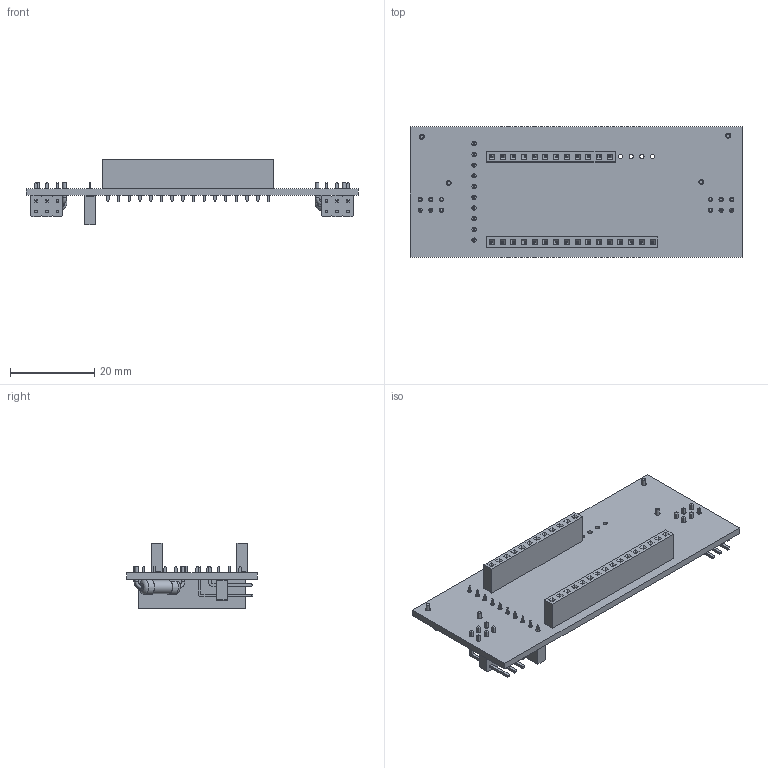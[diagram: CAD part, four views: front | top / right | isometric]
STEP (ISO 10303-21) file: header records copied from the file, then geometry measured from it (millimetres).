
FILE_DESCRIPTION(('FreeCAD Model'),'2;1');
FILE_NAME('Open CASCADE Shape Model','2023-03-10T14:25:50',(''),(''), 'Open CASCADE STEP processor 7.6','FreeCAD','Unknown');
FILE_SCHEMA(('AUTOMOTIVE_DESIGN { 1 0 10303 214 1 1 1 1 }'));
Length unit declared in the file: millimetre
Products named in the file (18): Voltage_Sensor_Timer; Local_CS_5af0; Board_Geoms_5af0; Pcb_5af0; PCB_Sketch_5af0; Step_Models_5af0; Top_5af0; ESP1_Unnamed_24275b10c77b; PinSocket_1x12_P254mm_Vertical; PinSocket_1x16_P254mm_Vertical; ESP1_Unnamed_24275b10c77b[3]; PinSocket_1x12_P254mm_Vertical001; PinSocket_1x16_P254mm_Vertical001; Bot_5af0; R2_R_Axial_DIN0411_L99mm_D36mm_P1270mm_Horizontal_87715a41c222; J2_PinSocket_1x10_P254mm_Vertical_cd8d56767be0; R4_R_0805_2012Metric_f6f5e8d9b179; J1_PinHeader_2x03_P254mm_Horizontal_005d6f2c93a3
Assembly tree (21 placements, depth 5):
  Voltage_Sensor_Timer
    Local_CS_5af0
    Board_Geoms_5af0
      Pcb_5af0
      PCB_Sketch_5af0
    Step_Models_5af0
      Top_5af0
        ESP1_Unnamed_24275b10c77b  x2
          PinSocket_1x12_P254mm_Vertical
          PinSocket_1x16_P254mm_Vertical
        ESP1_Unnamed_24275b10c77b[3]
          PinSocket_1x12_P254mm_Vertical001
          PinSocket_1x16_P254mm_Vertical001
      Bot_5af0
        R2_R_Axial_DIN0411_L99mm_D36mm_P1270mm_Horizontal_87715a41c222  x2
        J2_PinSocket_1x10_P254mm_Vertical_cd8d56767be0
        R4_R_0805_2012Metric_f6f5e8d9b179  x2
        J1_PinHeader_2x03_P254mm_Horizontal_005d6f2c93a3  x2
Bounding box: 78.74 x 30.99 x 15.6 mm (x, y, z)
Volume: 8278.9 mm3; surface area: 13278.8 mm2
Topology: 14 solids, 14 shells, 3426 faces, 8764 edges, 5684 vertices
Faces by surface type: plane 3322, cylinder 96, torus 8
Full cylindrical faces by diameter (mm): 0.8 x8, 1 x50, 1.2 x4, 3.24 x2, 3.6 x4
Entity records: 86095 total; most frequent: CARTESIAN_POINT 12312, ORIENTED_EDGE 12046, DIRECTION 10921, EDGE_CURVE 6023, LINE 5871, VECTOR 5871, VERTEX_POINT 3908, FACE_BOUND 2669
